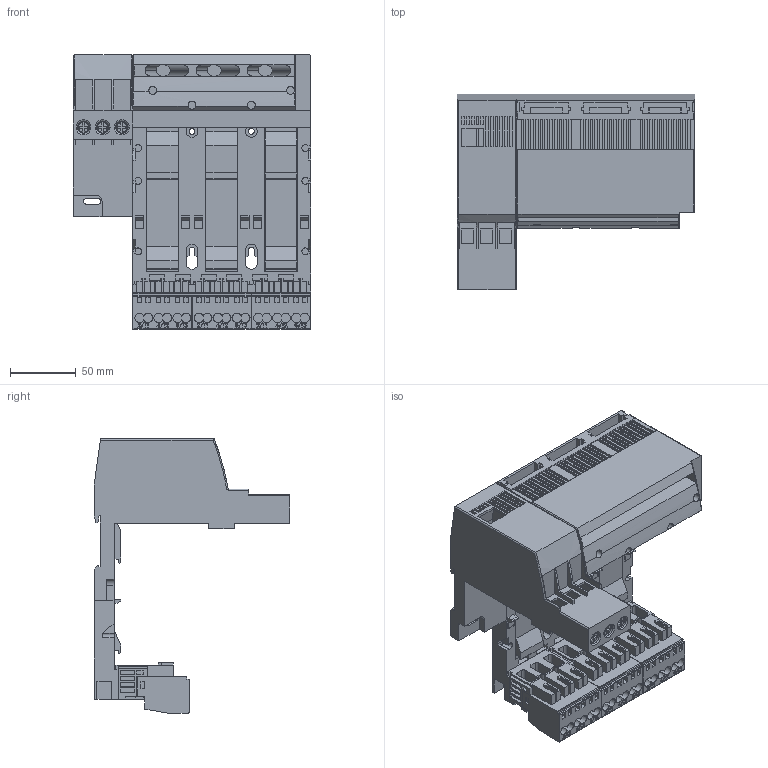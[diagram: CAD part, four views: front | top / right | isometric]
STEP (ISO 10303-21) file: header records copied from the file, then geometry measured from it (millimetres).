
FILE_DESCRIPTION(('no description'),'unknown implementation level');
FILE_NAME('3RA6812-8AC_3D-v.stp',' ',('SIEMENS A&D'),('CADClick - KiM GmbH - www.kimweb.de'),'unknown preprocess','ACIS','unknown authorization');
FILE_SCHEMA(('automotive_design'));
Length unit declared in the file: millimetre
Products named in the file (4): 1; 2; 3; 4
Bounding box: 180 x 148.2 x 207.95 mm (x, y, z)
Volume: 930571.4 mm3; surface area: 300157.7 mm2
Topology: 4 solids, 14 shells, 2411 faces, 6840 edges, 4521 vertices
Faces by surface type: plane 2135, cylinder 218, cone 30, torus 22, revolution 6
Entity records: 154372 total; most frequent: CARTESIAN_POINT 14754, STYLED_ITEM 13776, PRESENTATION_STYLE_ASSIGNMENT 13776, COLOUR_RGB 13776, ORIENTED_EDGE 13692, DIRECTION 12165, EDGE_CURVE 6840, CURVE_STYLE 6840
